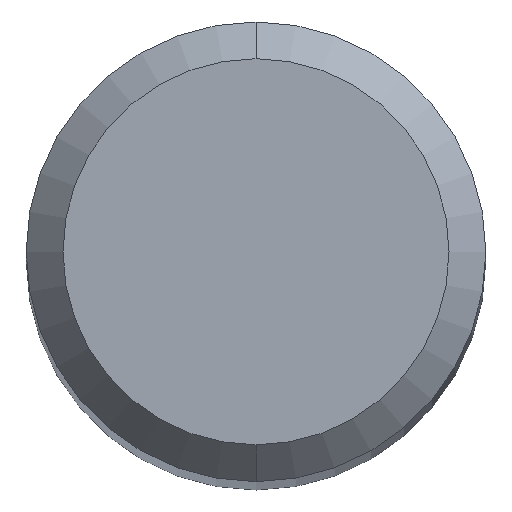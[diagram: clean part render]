
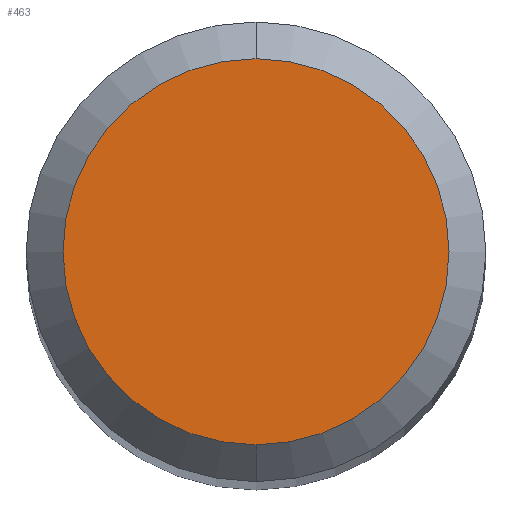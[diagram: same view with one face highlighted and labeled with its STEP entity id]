
A CAD part, top view. The second image highlights one B-rep face of the part: STEP entity #463.
In plain terms, the highlighted planar face has unit normal (0, 0, 1).
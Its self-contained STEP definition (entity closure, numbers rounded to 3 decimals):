
#185=EDGE_CURVE('',#371,#349,#494,.T.);
#295=EDGE_CURVE('',#349,#371,#614,.T.);
#349=VERTEX_POINT('',#671);
#371=VERTEX_POINT('',#696);
#463=ADVANCED_FACE('',(#799),#800,.T.);
#494=CIRCLE('',#826,2.1);
#614=CIRCLE('',#1088,2.1);
#671=CARTESIAN_POINT('',(0.,-2.1,0.0));
#696=CARTESIAN_POINT('',(0.0,2.1,0.0));
#799=FACE_OUTER_BOUND('',#1442,.T.);
#800=PLANE('',#1443);
#826=AXIS2_PLACEMENT_3D('',#1465,#1466,#1467);
#1088=AXIS2_PLACEMENT_3D('',#1586,#1587,#1588);
#1442=EDGE_LOOP('',(#1800,#1801));
#1443=AXIS2_PLACEMENT_3D('',#1802,#1803,#1804);
#1465=CARTESIAN_POINT('',(0.0,0.0,0.0));
#1466=DIRECTION('',(0.0,0.0,-1.0));
#1467=DIRECTION('',(0.0,1.0,0.0));
#1586=CARTESIAN_POINT('',(0.0,0.0,0.0));
#1587=DIRECTION('',(0.0,0.0,-1.0));
#1588=DIRECTION('',(0.0,1.0,0.0));
#1800=ORIENTED_EDGE('',*,*,#185,.F.);
#1801=ORIENTED_EDGE('',*,*,#295,.F.);
#1802=CARTESIAN_POINT('',(0.0,1.05,0.0));
#1803=DIRECTION('',(-0.0,0.0,1.0));
#1804=DIRECTION('',(0.0,-1.0,0.0));
